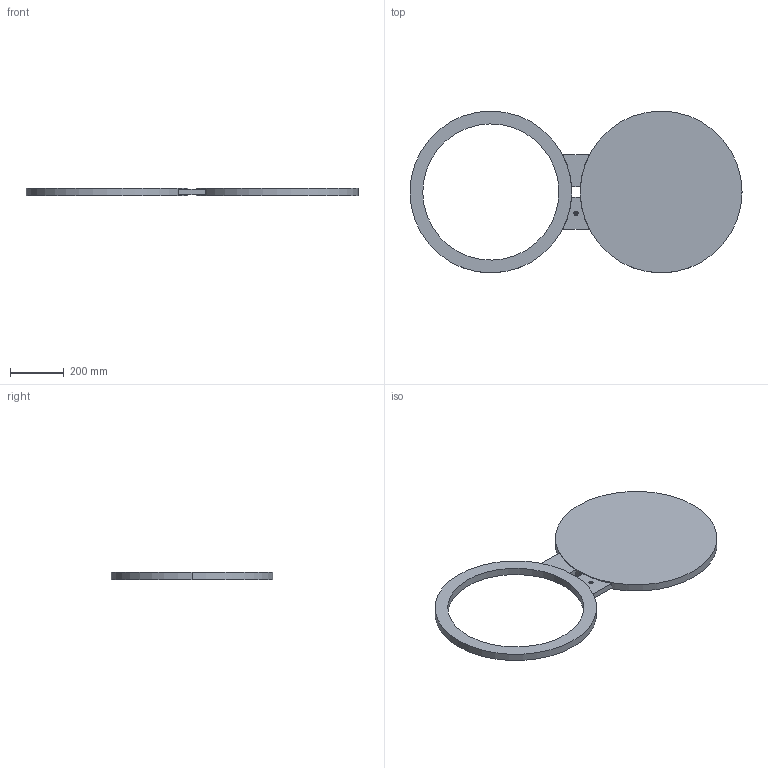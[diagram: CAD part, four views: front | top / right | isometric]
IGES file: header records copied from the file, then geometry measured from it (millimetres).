
Start section: START RECORD GO HERE.
Global section: file name: 20-150-SPEC-BLIND-RF-B16.48-TYPE-4.igs; native system: DASSAULT SYSTEMES CATIA V5 R20 - www.3ds.com; preprocessor: CATIA Version 5 Release 20 SP 7 ; author: sroemish; organization: JANICKI; date: 20150209.205644; units: inch
Bounding box: 1238.25 x 603.25 x 28.45 mm (x, y, z)
Volume: 10791953.5 mm3; surface area: 913881.5 mm2
Topology: 1 solids, 1 shells, 403 faces, 1146 edges, 764 vertices
Faces by surface type: plane 377, revolution 26
